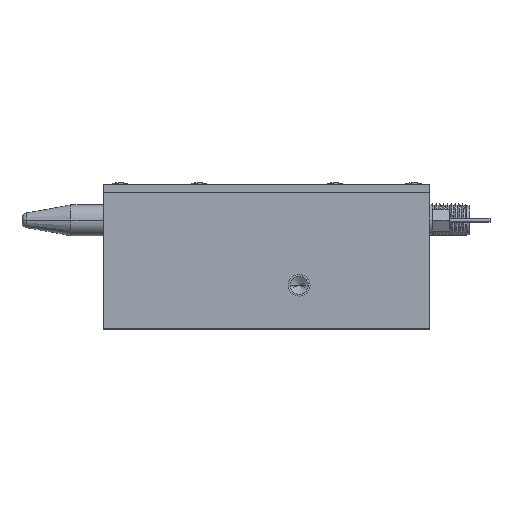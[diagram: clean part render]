
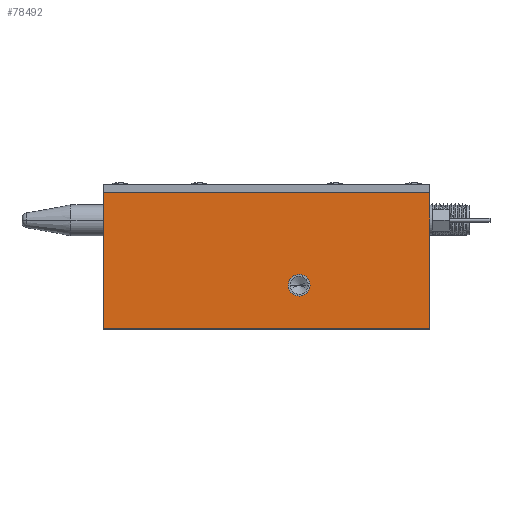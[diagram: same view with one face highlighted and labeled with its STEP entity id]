
A CAD part, top view. The second image highlights one B-rep face of the part: STEP entity #78492.
In plain terms, the highlighted planar face has unit normal (0, 0, 1).
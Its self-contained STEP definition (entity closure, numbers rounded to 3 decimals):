
#75735 = VERTEX_POINT ( 'NONE', #117706 ) ;
#75737 = EDGE_CURVE ( 'NONE', #75735, #75739, #117705, .T. ) ;
#75739 = VERTEX_POINT ( 'NONE', #117700 ) ;
#78144 = VERTEX_POINT ( 'NONE', #121983 ) ;
#78147 = EDGE_CURVE ( 'NONE', #78148, #78144, #121982, .T. ) ;
#78148 = VERTEX_POINT ( 'NONE', #121978 ) ;
#78401 = VERTEX_POINT ( 'NONE', #122616 ) ;
#78403 = EDGE_CURVE ( 'NONE', #78144, #78401, #122615, .T. ) ;
#78452 = ORIENTED_EDGE ( 'NONE', *, *, #78454, .F. ) ;
#78454 = EDGE_CURVE ( 'NONE', #78455, #78401, #122079, .T. ) ;
#78455 = VERTEX_POINT ( 'NONE', #122075 ) ;
#78457 = ORIENTED_EDGE ( 'NONE', *, *, #78460, .F. ) ;
#78460 = EDGE_CURVE ( 'NONE', #78148, #78455, #122351, .T. ) ;
#78463 = ORIENTED_EDGE ( 'NONE', *, *, #78147, .T. ) ;
#78492 = ADVANCED_FACE ( 'NONE', ( #122661, #122660 ), #122659, .F. ) ;
#78495 = EDGE_LOOP ( 'NONE', ( #78497, #78500 ) ) ;
#78497 = ORIENTED_EDGE ( 'NONE', *, *, #78498, .F. ) ;
#78498 = EDGE_CURVE ( 'NONE', #75739, #75735, #122654, .T. ) ;
#78500 = ORIENTED_EDGE ( 'NONE', *, *, #75737, .F. ) ;
#78502 = EDGE_LOOP ( 'NONE', ( #78504, #78452, #78457, #78463 ) ) ;
#78504 = ORIENTED_EDGE ( 'NONE', *, *, #78403, .T. ) ;
#117700 = CARTESIAN_POINT ( 'NONE',  ( 8., 8., 25. ) ) ;
#117701 = DIRECTION ( 'NONE',  ( 1., 0., 0. ) ) ;
#117702 = DIRECTION ( 'NONE',  ( 0., 0., 1. ) ) ;
#117703 = CARTESIAN_POINT ( 'NONE',  ( 6., 8., 25. ) ) ;
#117704 = AXIS2_PLACEMENT_3D ( 'NONE', #117703, #117702, #117701 ) ;
#117705 = CIRCLE ( 'NONE', #117704, 2. ) ;
#117706 = CARTESIAN_POINT ( 'NONE',  ( 4., 8., 25. ) ) ;
#121978 = CARTESIAN_POINT ( 'NONE',  ( -30., 25., 25. ) ) ;
#121979 = DIRECTION ( 'NONE',  ( 0., -1., 0. ) ) ;
#121980 = VECTOR ( 'NONE', #121979, 1000. ) ;
#121981 = CARTESIAN_POINT ( 'NONE',  ( -30., 25., 25. ) ) ;
#121982 = LINE ( 'NONE', #121981, #121980 ) ;
#121983 = CARTESIAN_POINT ( 'NONE',  ( -30., 0., 25. ) ) ;
#122075 = CARTESIAN_POINT ( 'NONE',  ( 30., 25., 25. ) ) ;
#122076 = DIRECTION ( 'NONE',  ( 0., -1., 0. ) ) ;
#122077 = VECTOR ( 'NONE', #122076, 1000. ) ;
#122078 = CARTESIAN_POINT ( 'NONE',  ( 30., 25., 25. ) ) ;
#122079 = LINE ( 'NONE', #122078, #122077 ) ;
#122348 = DIRECTION ( 'NONE',  ( 1., 0., 0. ) ) ;
#122349 = VECTOR ( 'NONE', #122348, 1000. ) ;
#122350 = CARTESIAN_POINT ( 'NONE',  ( -30., 25., 25. ) ) ;
#122351 = LINE ( 'NONE', #122350, #122349 ) ;
#122612 = DIRECTION ( 'NONE',  ( 1., 0., 0. ) ) ;
#122613 = VECTOR ( 'NONE', #122612, 1000. ) ;
#122614 = CARTESIAN_POINT ( 'NONE',  ( -30., 0., 25. ) ) ;
#122615 = LINE ( 'NONE', #122614, #122613 ) ;
#122616 = CARTESIAN_POINT ( 'NONE',  ( 30., 0., 25. ) ) ;
#122654 = CIRCLE ( 'NONE', #122717, 2. ) ;
#122655 = DIRECTION ( 'NONE',  ( -1., 0., 0. ) ) ;
#122656 = DIRECTION ( 'NONE',  ( 0., 0., -1. ) ) ;
#122657 = CARTESIAN_POINT ( 'NONE',  ( -30., 25., 25. ) ) ;
#122658 = AXIS2_PLACEMENT_3D ( 'NONE', #122657, #122656, #122655 ) ;
#122659 = PLANE ( 'NONE',  #122658 ) ;
#122660 = FACE_OUTER_BOUND ( 'NONE', #78502, .T. ) ;
#122661 = FACE_BOUND ( 'NONE', #78495, .T. ) ;
#122714 = DIRECTION ( 'NONE',  ( 1., 0., 0. ) ) ;
#122715 = DIRECTION ( 'NONE',  ( 0., 0., 1. ) ) ;
#122716 = CARTESIAN_POINT ( 'NONE',  ( 6., 8., 25. ) ) ;
#122717 = AXIS2_PLACEMENT_3D ( 'NONE', #122716, #122715, #122714 ) ;
